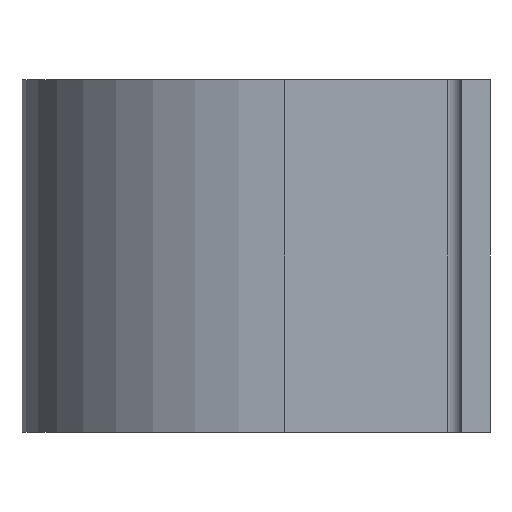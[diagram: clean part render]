
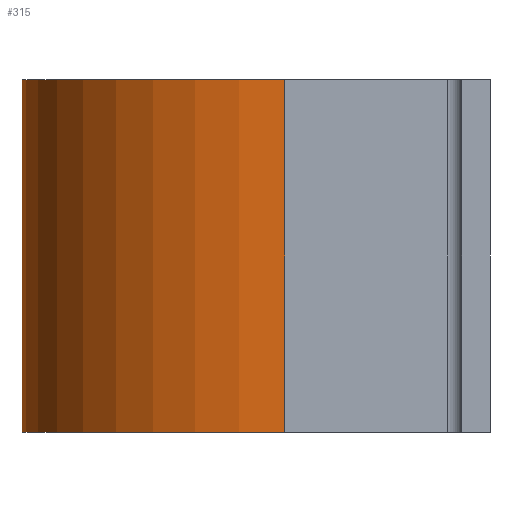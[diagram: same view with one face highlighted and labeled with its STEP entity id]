
A CAD part, left-side view. The second image highlights one B-rep face of the part: STEP entity #315.
In plain terms, the highlighted cylindrical face has radius 14.224 mm (diameter 28.448 mm), a partial arc.
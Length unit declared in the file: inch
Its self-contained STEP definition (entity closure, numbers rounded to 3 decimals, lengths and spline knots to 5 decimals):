
#29 = FACE_OUTER_BOUND ( 'NONE', #356, .T. ) ;
#45 = DIRECTION ( 'NONE',  ( 0., 0., -1. ) ) ;
#49 = DIRECTION ( 'NONE',  ( 1., 0., 0. ) ) ;
#70 = LINE ( 'NONE', #183, #110 ) ;
#72 = EDGE_CURVE ( 'NONE', #484, #386, #77, .T. ) ;
#77 = CIRCLE ( 'NONE', #92, 0.56 ) ;
#84 = DIRECTION ( 'NONE',  ( -1., 0., 0. ) ) ;
#92 = AXIS2_PLACEMENT_3D ( 'NONE', #254, #232, #49 ) ;
#110 = VECTOR ( 'NONE', #171, 39.37008 ) ;
#112 = EDGE_CURVE ( 'NONE', #182, #463, #377, .T. ) ;
#136 = VECTOR ( 'NONE', #45, 39.37008 ) ;
#140 = ORIENTED_EDGE ( 'NONE', *, *, #72, .T. ) ;
#159 = DIRECTION ( 'NONE',  ( 1., 0., 0. ) ) ;
#161 = CARTESIAN_POINT ( 'NONE',  ( 0.877, 0.437, 0.375 ) ) ;
#171 = DIRECTION ( 'NONE',  ( 0., 0., -1. ) ) ;
#182 = VERTEX_POINT ( 'NONE', #361 ) ;
#183 = CARTESIAN_POINT ( 'NONE',  ( 1.997, 0.437, 0.375 ) ) ;
#232 = DIRECTION ( 'NONE',  ( 0., 0., -1. ) ) ;
#238 = ORIENTED_EDGE ( 'NONE', *, *, #476, .F. ) ;
#249 = EDGE_CURVE ( 'NONE', #386, #463, #70, .T. ) ;
#254 = CARTESIAN_POINT ( 'NONE',  ( 1.437, 0.437, 0.375 ) ) ;
#275 = AXIS2_PLACEMENT_3D ( 'NONE', #369, #551, #84 ) ;
#286 = AXIS2_PLACEMENT_3D ( 'NONE', #511, #424, #159 ) ;
#300 = ORIENTED_EDGE ( 'NONE', *, *, #249, .T. ) ;
#315 = ADVANCED_FACE ( 'NONE', ( #29 ), #394, .T. ) ;
#339 = ORIENTED_EDGE ( 'NONE', *, *, #112, .F. ) ;
#356 = EDGE_LOOP ( 'NONE', ( #339, #238, #140, #300 ) ) ;
#361 = CARTESIAN_POINT ( 'NONE',  ( 0.877, 0.437, -0.375 ) ) ;
#369 = CARTESIAN_POINT ( 'NONE',  ( 1.437, 0.437, 0.375 ) ) ;
#377 = CIRCLE ( 'NONE', #286, 0.56 ) ;
#380 = CARTESIAN_POINT ( 'NONE',  ( 1.997, 0.437, -0.375 ) ) ;
#381 = LINE ( 'NONE', #161, #136 ) ;
#386 = VERTEX_POINT ( 'NONE', #492 ) ;
#394 = CYLINDRICAL_SURFACE ( 'NONE', #275, 0.56 ) ;
#424 = DIRECTION ( 'NONE',  ( 0., 0., -1. ) ) ;
#463 = VERTEX_POINT ( 'NONE', #380 ) ;
#476 = EDGE_CURVE ( 'NONE', #484, #182, #381, .T. ) ;
#484 = VERTEX_POINT ( 'NONE', #531 ) ;
#492 = CARTESIAN_POINT ( 'NONE',  ( 1.997, 0.437, 0.375 ) ) ;
#511 = CARTESIAN_POINT ( 'NONE',  ( 1.437, 0.437, -0.375 ) ) ;
#531 = CARTESIAN_POINT ( 'NONE',  ( 0.877, 0.437, 0.375 ) ) ;
#551 = DIRECTION ( 'NONE',  ( 0., 0., -1. ) ) ;
